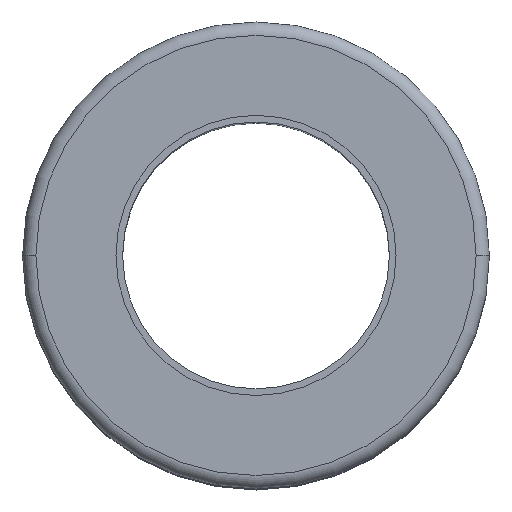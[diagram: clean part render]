
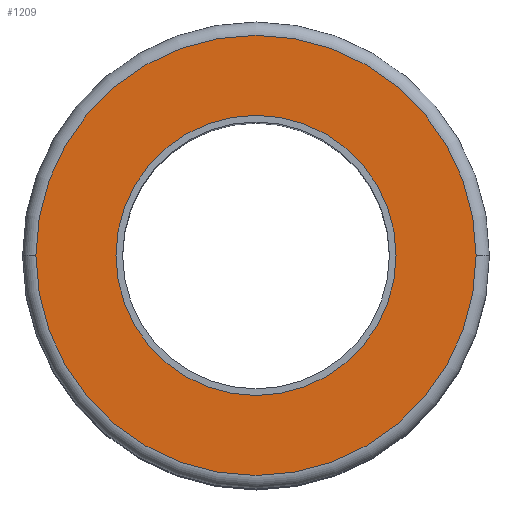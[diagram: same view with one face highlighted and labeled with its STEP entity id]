
A CAD part, top view. The second image highlights one B-rep face of the part: STEP entity #1209.
In plain terms, the highlighted planar face has unit normal (0, 0, 1).
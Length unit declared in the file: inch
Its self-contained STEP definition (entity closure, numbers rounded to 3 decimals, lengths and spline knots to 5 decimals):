
#927=CARTESIAN_POINT('',(0.4125,0.0,1.25));
#928=VERTEX_POINT('',#927);
#937=CARTESIAN_POINT('',(-0.4125,0.,1.25));
#938=VERTEX_POINT('',#937);
#946=CARTESIAN_POINT('',(0.0,0.0,1.25));
#947=DIRECTION('',(0.0,0.0,-1.0));
#948=DIRECTION('',(-1.0,0.0,0.0));
#949=AXIS2_PLACEMENT_3D('',#946,#947,#948);
#950=CIRCLE('',#949,0.4125);
#951=EDGE_CURVE('',#938,#928,#950,.T.);
#1037=CARTESIAN_POINT('',(0.2625,0.0,1.25));
#1038=VERTEX_POINT('',#1037);
#1047=CARTESIAN_POINT('',(-0.2625,0.,1.25));
#1048=VERTEX_POINT('',#1047);
#1049=CARTESIAN_POINT('',(0.0,0.0,1.25));
#1050=DIRECTION('',(0.0,0.0,-1.0));
#1051=DIRECTION('',(1.0,0.0,0.0));
#1052=AXIS2_PLACEMENT_3D('',#1049,#1050,#1051);
#1053=CIRCLE('',#1052,0.2625);
#1054=EDGE_CURVE('',#1048,#1038,#1053,.T.);
#1088=CARTESIAN_POINT('',(0.0,0.0,1.25));
#1089=DIRECTION('',(0.0,0.0,-1.0));
#1090=DIRECTION('',(1.0,0.0,0.0));
#1091=AXIS2_PLACEMENT_3D('',#1088,#1089,#1090);
#1092=CIRCLE('',#1091,0.2625);
#1093=EDGE_CURVE('',#1038,#1048,#1092,.T.);
#1160=CARTESIAN_POINT('',(0.0,0.0,1.25));
#1161=DIRECTION('',(0.0,0.0,-1.0));
#1162=DIRECTION('',(-1.0,0.0,0.0));
#1163=AXIS2_PLACEMENT_3D('',#1160,#1161,#1162);
#1164=CIRCLE('',#1163,0.4125);
#1165=EDGE_CURVE('',#928,#938,#1164,.T.);
#1196=CARTESIAN_POINT('',(0.0,0.0,1.25));
#1197=DIRECTION('',(0.0,0.0,1.0));
#1198=DIRECTION('',(1.0,0.0,0.0));
#1199=AXIS2_PLACEMENT_3D('',#1196,#1197,#1198);
#1200=PLANE('',#1199);
#1201=ORIENTED_EDGE('',*,*,#1165,.F.);
#1202=ORIENTED_EDGE('',*,*,#951,.F.);
#1203=EDGE_LOOP('',(#1201,#1202));
#1204=FACE_OUTER_BOUND('',#1203,.T.);
#1205=ORIENTED_EDGE('',*,*,#1093,.T.);
#1206=ORIENTED_EDGE('',*,*,#1054,.T.);
#1207=EDGE_LOOP('',(#1205,#1206));
#1208=FACE_BOUND('',#1207,.T.);
#1209=ADVANCED_FACE('',(#1204,#1208),#1200,.T.);
